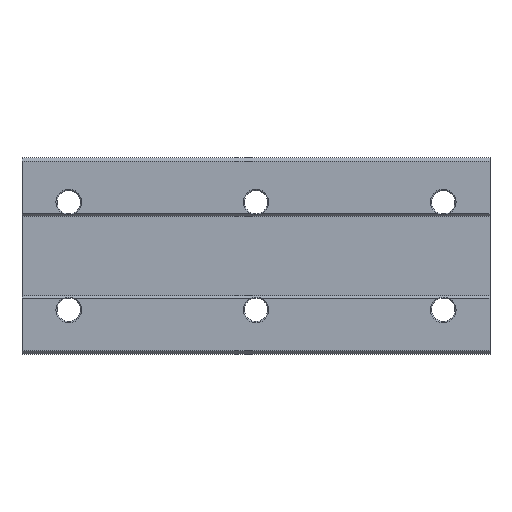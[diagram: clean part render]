
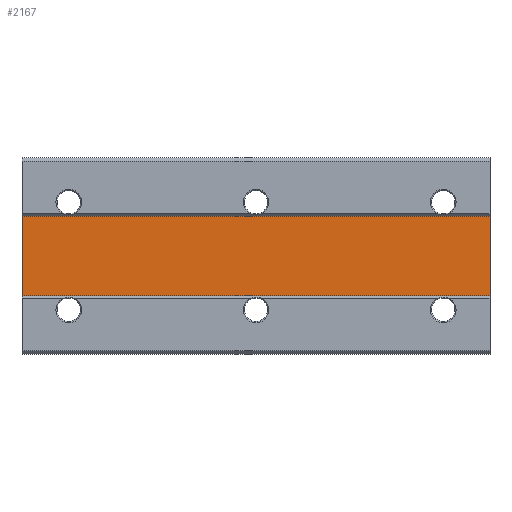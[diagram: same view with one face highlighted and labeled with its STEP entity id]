
A CAD part, front view. The second image highlights one B-rep face of the part: STEP entity #2167.
In plain terms, the highlighted planar face has unit normal (0, -1, 0).
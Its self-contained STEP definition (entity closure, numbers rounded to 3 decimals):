
#31 = ORIENTED_EDGE ( 'NONE', *, *, #1968, .F. ) ;
#32 = ORIENTED_EDGE ( 'NONE', *, *, #1967, .F. ) ;
#33 = ORIENTED_EDGE ( 'NONE', *, *, #2034, .T. ) ;
#34 = ORIENTED_EDGE ( 'NONE', *, *, #1861, .T. ) ;
#285 = LINE ( 'NONE', #1787, #289 ) ;
#289 = VECTOR ( 'NONE', #1788, 1000. ) ;
#441 = LINE ( 'NONE', #837, #443 ) ;
#443 = VECTOR ( 'NONE', #838, 1000. ) ;
#445 = LINE ( 'NONE', #832, #447 ) ;
#447 = VECTOR ( 'NONE', #840, 1000. ) ;
#532 = LINE ( 'NONE', #1017, #539 ) ;
#539 = VECTOR ( 'NONE', #1018, 1000. ) ;
#601 = FACE_OUTER_BOUND ( 'NONE', #1360, .T. ) ;
#832 = CARTESIAN_POINT ( 'NONE',  ( 0., 0.5, -8.5 ) ) ;
#837 = CARTESIAN_POINT ( 'NONE',  ( -100., 0.5, 8.5 ) ) ;
#838 = DIRECTION ( 'NONE',  ( 1., 0., 0. ) ) ;
#840 = DIRECTION ( 'NONE',  ( 0., 0., -1. ) ) ;
#1017 = CARTESIAN_POINT ( 'NONE',  ( -100., 0.5, -8.5 ) ) ;
#1018 = DIRECTION ( 'NONE',  ( 0., 0., -1. ) ) ;
#1102 = CARTESIAN_POINT ( 'NONE',  ( -100., 0.5, -8.5 ) ) ;
#1107 = PLANE ( 'NONE',  #1215 ) ;
#1112 = DIRECTION ( 'NONE',  ( 0., -1., 0. ) ) ;
#1113 = DIRECTION ( 'NONE',  ( 0., 0., -1. ) ) ;
#1215 = AXIS2_PLACEMENT_3D ( 'NONE', #1102, #1112, #1113 ) ;
#1360 = EDGE_LOOP ( 'NONE', ( #31, #32, #33, #34 ) ) ;
#1560 = VERTEX_POINT ( 'NONE', #1725 ) ;
#1561 = VERTEX_POINT ( 'NONE', #1726 ) ;
#1562 = VERTEX_POINT ( 'NONE', #1727 ) ;
#1563 = VERTEX_POINT ( 'NONE', #1728 ) ;
#1725 = CARTESIAN_POINT ( 'NONE',  ( 0., 0.5, -8.5 ) ) ;
#1726 = CARTESIAN_POINT ( 'NONE',  ( 0., 0.5, 8.5 ) ) ;
#1727 = CARTESIAN_POINT ( 'NONE',  ( -100., 0.5, -8.5 ) ) ;
#1728 = CARTESIAN_POINT ( 'NONE',  ( -100., 0.5, 8.5 ) ) ;
#1787 = CARTESIAN_POINT ( 'NONE',  ( -100., 0.5, -8.5 ) ) ;
#1788 = DIRECTION ( 'NONE',  ( 1., 0., 0. ) ) ;
#1861 = EDGE_CURVE ( 'NONE', #1562, #1560, #285, .T. ) ;
#1967 = EDGE_CURVE ( 'NONE', #1563, #1561, #441, .T. ) ;
#1968 = EDGE_CURVE ( 'NONE', #1561, #1560, #445, .T. ) ;
#2034 = EDGE_CURVE ( 'NONE', #1563, #1562, #532, .T. ) ;
#2167 = ADVANCED_FACE ( 'NONE', ( #601 ), #1107, .T. ) ;
